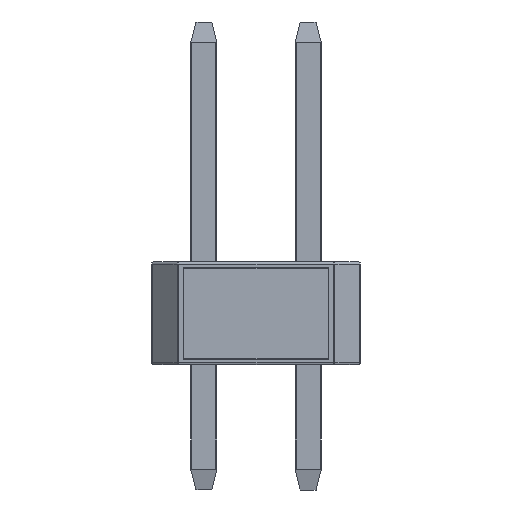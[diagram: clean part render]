
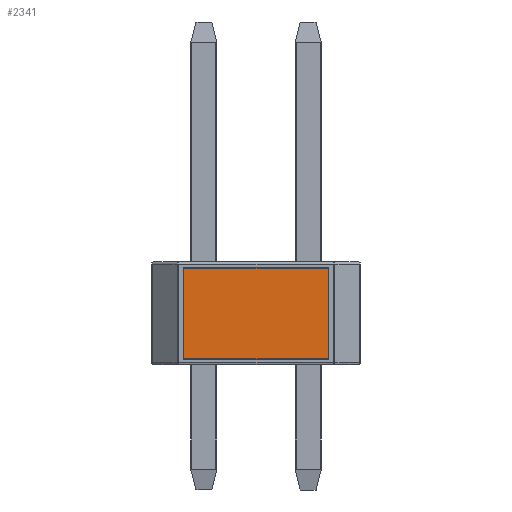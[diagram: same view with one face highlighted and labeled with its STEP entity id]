
A CAD part, left-side view. The second image highlights one B-rep face of the part: STEP entity #2341.
In plain terms, the highlighted planar face has unit normal (-1, 0, 0).
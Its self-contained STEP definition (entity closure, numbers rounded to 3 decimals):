
#390=FACE_OUTER_BOUND('',#516,.T.);
#516=EDGE_LOOP('',(#1918,#1919,#1920,#1921));
#655=LINE('',#3638,#871);
#656=LINE('',#3643,#872);
#659=LINE('',#3651,#875);
#661=LINE('',#3654,#877);
#871=VECTOR('',#2905,10.);
#872=VECTOR('',#2910,10.);
#875=VECTOR('',#2919,10.);
#877=VECTOR('',#2923,10.);
#1068=VERTEX_POINT('',#3635);
#1069=VERTEX_POINT('',#3637);
#1070=VERTEX_POINT('',#3641);
#1071=VERTEX_POINT('',#3642);
#1284=EDGE_CURVE('',#1069,#1068,#655,.T.);
#1286=EDGE_CURVE('',#1070,#1071,#656,.T.);
#1291=EDGE_CURVE('',#1068,#1070,#659,.T.);
#1293=EDGE_CURVE('',#1071,#1069,#661,.T.);
#1918=ORIENTED_EDGE('',*,*,#1291,.T.);
#1919=ORIENTED_EDGE('',*,*,#1286,.T.);
#1920=ORIENTED_EDGE('',*,*,#1293,.T.);
#1921=ORIENTED_EDGE('',*,*,#1284,.T.);
#2104=PLANE('',#2587);
#2341=ADVANCED_FACE('',(#390),#2104,.T.);
#2587=AXIS2_PLACEMENT_3D('',#3852,#3174,#3175);
#2905=DIRECTION('',(0.,1.,0.));
#2910=DIRECTION('',(0.,-1.,0.));
#2919=DIRECTION('',(0.,0.,-1.));
#2923=DIRECTION('',(0.,0.,1.));
#3174=DIRECTION('center_axis',(-1.,0.,0.));
#3175=DIRECTION('ref_axis',(0.,0.,1.));
#3635=CARTESIAN_POINT('',(-1.27,3.023,2.35));
#3637=CARTESIAN_POINT('',(-1.27,-0.488,2.35));
#3638=CARTESIAN_POINT('',(-1.27,3.023,2.35));
#3641=CARTESIAN_POINT('',(-1.27,3.023,0.15));
#3642=CARTESIAN_POINT('',(-1.27,-0.488,0.15));
#3643=CARTESIAN_POINT('',(-1.27,-0.488,0.15));
#3651=CARTESIAN_POINT('',(-1.27,3.023,0.15));
#3654=CARTESIAN_POINT('',(-1.27,-0.488,2.35));
#3852=CARTESIAN_POINT('Origin',(-1.27,1.268,1.25));
